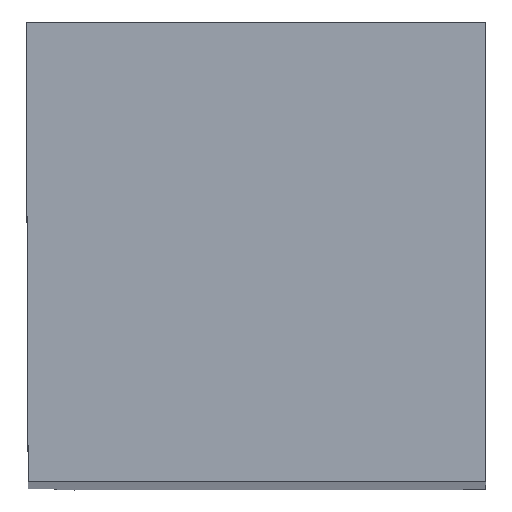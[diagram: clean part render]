
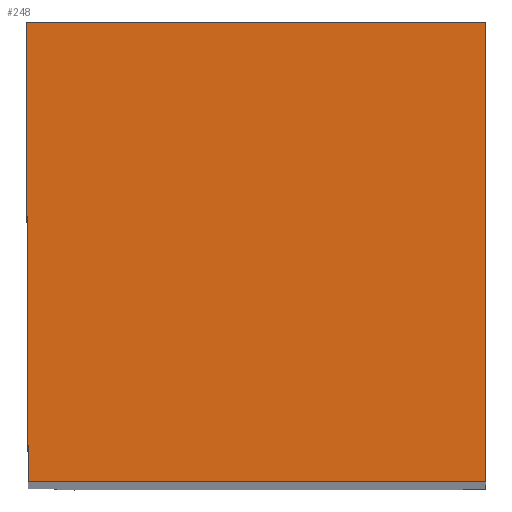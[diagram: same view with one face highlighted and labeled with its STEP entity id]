
A CAD part, top view. The second image highlights one B-rep face of the part: STEP entity #248.
In plain terms, the highlighted planar face has unit normal (0, 0, 1).
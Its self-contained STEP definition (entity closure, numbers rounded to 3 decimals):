
#124=LINE('',#1095,#171);
#126=LINE('',#1101,#173);
#127=LINE('',#1103,#174);
#128=LINE('',#1105,#175);
#171=VECTOR('',#896,1.);
#173=VECTOR('',#902,1.);
#174=VECTOR('',#905,1.);
#175=VECTOR('',#906,1.);
#216=FACE_OUTER_BOUND('',#341,.T.);
#248=ADVANCED_FACE('',(#216),#278,.F.);
#278=PLANE('',#781);
#341=EDGE_LOOP('',(#413,#414,#415,#416));
#413=ORIENTED_EDGE('',*,*,#602,.T.);
#414=ORIENTED_EDGE('',*,*,#605,.T.);
#415=ORIENTED_EDGE('',*,*,#606,.F.);
#416=ORIENTED_EDGE('',*,*,#607,.T.);
#541=VERTEX_POINT('',#1088);
#544=VERTEX_POINT('',#1094);
#546=VERTEX_POINT('',#1100);
#547=VERTEX_POINT('',#1104);
#602=EDGE_CURVE('',#541,#544,#124,.T.);
#605=EDGE_CURVE('',#544,#546,#126,.T.);
#606=EDGE_CURVE('',#547,#546,#127,.T.);
#607=EDGE_CURVE('',#547,#541,#128,.T.);
#781=AXIS2_PLACEMENT_3D('',#1106,#907,#908);
#896=DIRECTION('',(-1.,0.,0.));
#902=DIRECTION('',(0.004,-1.,0.));
#905=DIRECTION('',(-1.,0.,0.));
#906=DIRECTION('',(0.,1.,0.));
#907=DIRECTION('',(0.,0.,-1.));
#908=DIRECTION('',(-1.,0.,0.));
#1088=CARTESIAN_POINT('',(-0.05,11.95,0.));
#1094=CARTESIAN_POINT('',(-12.,11.95,0.));
#1095=CARTESIAN_POINT('',(2.,11.95,0.));
#1100=CARTESIAN_POINT('',(-11.948,0.,0.));
#1101=CARTESIAN_POINT('',(-12.,11.95,0.));
#1103=CARTESIAN_POINT('',(2.,0.,0.));
#1104=CARTESIAN_POINT('',(-0.05,0.,0.));
#1105=CARTESIAN_POINT('',(-0.05,-2.,0.));
#1106=CARTESIAN_POINT('',(1.95,13.95,0.));
